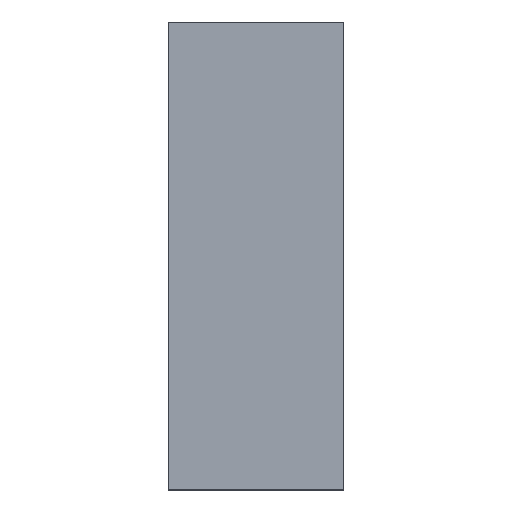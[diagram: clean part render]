
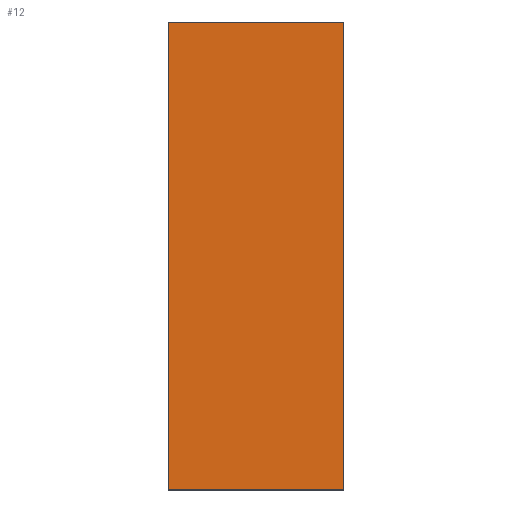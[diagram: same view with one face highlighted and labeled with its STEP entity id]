
A CAD part, left-side view. The second image highlights one B-rep face of the part: STEP entity #12.
In plain terms, the highlighted planar face has unit normal (-1, 0, 0).
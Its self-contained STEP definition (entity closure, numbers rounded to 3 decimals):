
#5 = VERTEX_POINT ( 'NONE', #199 ) ;
#8 = EDGE_CURVE ( 'NONE', #5, #197, #162, .T. ) ;
#12 = ADVANCED_FACE ( 'NONE', ( #168 ), #180, .T. ) ;
#17 = EDGE_CURVE ( 'NONE', #252, #5, #277, .T. ) ;
#19 = CARTESIAN_POINT ( 'NONE',  ( -60., 7.5, -20. ) ) ;
#20 = DIRECTION ( 'NONE',  ( 0., 0., 1. ) ) ;
#33 = VECTOR ( 'NONE', #323, 1000. ) ;
#41 = ORIENTED_EDGE ( 'NONE', *, *, #159, .T. ) ;
#46 = DIRECTION ( 'NONE',  ( 0., -1., 0. ) ) ;
#53 = DIRECTION ( 'NONE',  ( 0., 0., -1. ) ) ;
#58 = AXIS2_PLACEMENT_3D ( 'NONE', #300, #340, #20 ) ;
#66 = LINE ( 'NONE', #216, #33 ) ;
#67 = VERTEX_POINT ( 'NONE', #19 ) ;
#73 = CARTESIAN_POINT ( 'NONE',  ( -60., 7.5, 20. ) ) ;
#84 = LINE ( 'NONE', #104, #289 ) ;
#97 = CARTESIAN_POINT ( 'NONE',  ( -60., -7.5, 20. ) ) ;
#104 = CARTESIAN_POINT ( 'NONE',  ( -60., 7.5, 20. ) ) ;
#108 = ORIENTED_EDGE ( 'NONE', *, *, #17, .F. ) ;
#115 = ORIENTED_EDGE ( 'NONE', *, *, #8, .F. ) ;
#133 = EDGE_CURVE ( 'NONE', #67, #197, #66, .T. ) ;
#158 = VECTOR ( 'NONE', #318, 1000. ) ;
#159 = EDGE_CURVE ( 'NONE', #252, #67, #84, .T. ) ;
#162 = LINE ( 'NONE', #97, #158 ) ;
#168 = FACE_OUTER_BOUND ( 'NONE', #202, .T. ) ;
#176 = VECTOR ( 'NONE', #46, 1000. ) ;
#180 = PLANE ( 'NONE',  #58 ) ;
#197 = VERTEX_POINT ( 'NONE', #326 ) ;
#199 = CARTESIAN_POINT ( 'NONE',  ( -60., -7.5, 20. ) ) ;
#202 = EDGE_LOOP ( 'NONE', ( #115, #108, #41, #329 ) ) ;
#216 = CARTESIAN_POINT ( 'NONE',  ( -60., 7.5, -20. ) ) ;
#252 = VERTEX_POINT ( 'NONE', #309 ) ;
#277 = LINE ( 'NONE', #73, #176 ) ;
#289 = VECTOR ( 'NONE', #53, 1000. ) ;
#300 = CARTESIAN_POINT ( 'NONE',  ( -60., 7.5, 20. ) ) ;
#309 = CARTESIAN_POINT ( 'NONE',  ( -60., 7.5, 20. ) ) ;
#318 = DIRECTION ( 'NONE',  ( 0., 0., -1. ) ) ;
#323 = DIRECTION ( 'NONE',  ( 0., -1., 0. ) ) ;
#326 = CARTESIAN_POINT ( 'NONE',  ( -60., -7.5, -20. ) ) ;
#329 = ORIENTED_EDGE ( 'NONE', *, *, #133, .T. ) ;
#340 = DIRECTION ( 'NONE',  ( -1., 0., 0. ) ) ;
